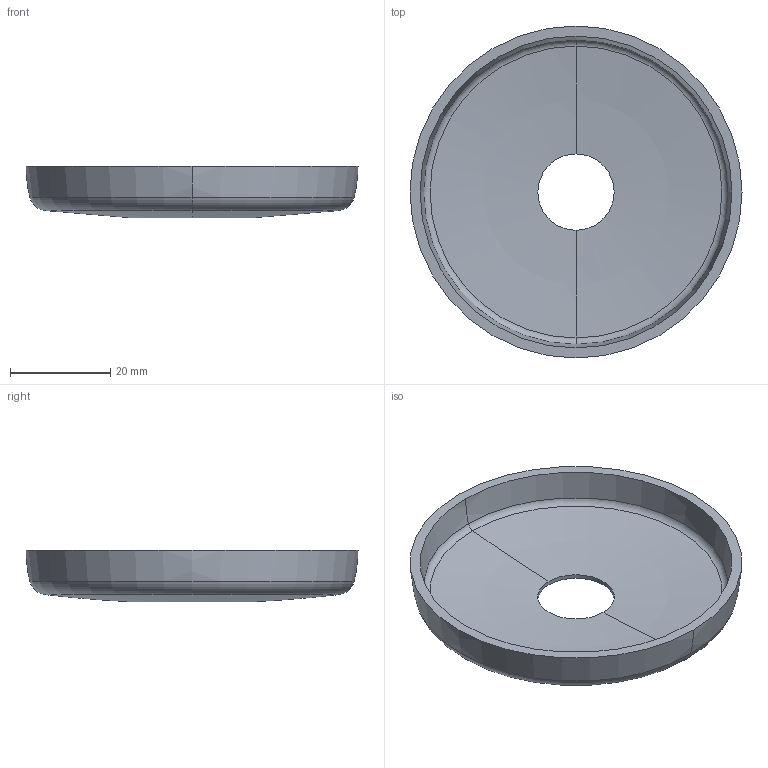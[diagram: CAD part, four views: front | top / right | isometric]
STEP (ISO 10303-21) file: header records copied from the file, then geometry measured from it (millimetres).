
FILE_DESCRIPTION((''),'2;1');
FILE_NAME('0300C','2015-02-12T',('rsmith'),(''),'PRO/ENGINEER BY PARAMETRIC TECHNOLOGY CORPORATION, 2013150','PRO/ENGINEER BY PARAMETRIC TECHNOLOGY CORPORATION, 2013150','');
FILE_SCHEMA(('CONFIG_CONTROL_DESIGN'));
Length unit declared in the file: inch
Products named in the file (1): 0300C
Bounding box: 66.29 x 66.29 x 10.3 mm (x, y, z)
Volume: 8367.6 mm3; surface area: 14301.1 mm2
Topology: 1 solids, 2 shells, 28 faces, 64 edges, 40 vertices
Faces by surface type: bspline 6, torus 6, sphere 6, cylinder 6, plane 4
Entity records: 1010 total; most frequent: CARTESIAN_POINT 295, DIRECTION 168, ORIENTED_EDGE 124, AXIS2_PLACEMENT_3D 81, EDGE_CURVE 64, CIRCLE 58, VERTEX_POINT 40, EDGE_LOOP 32
